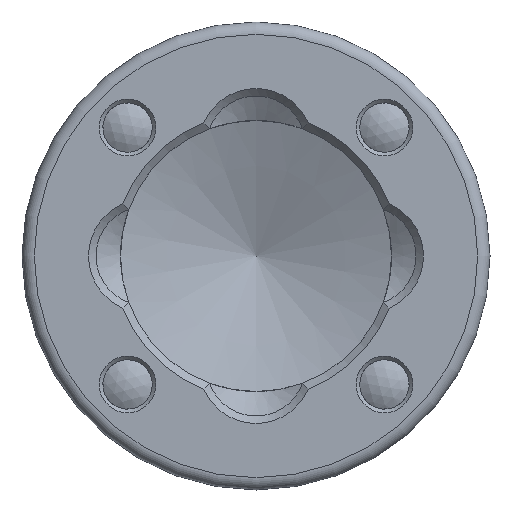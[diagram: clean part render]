
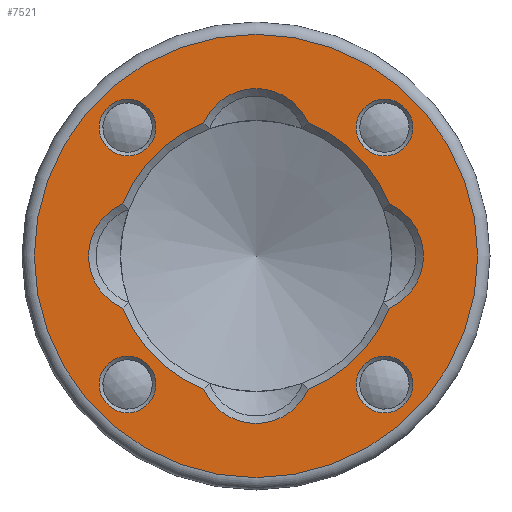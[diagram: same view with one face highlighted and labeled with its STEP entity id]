
A CAD part, front view. The second image highlights one B-rep face of the part: STEP entity #7521.
In plain terms, the highlighted planar face has unit normal (0, -1, 0).
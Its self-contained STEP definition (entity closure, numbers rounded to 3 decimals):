
#83 = DIRECTION ( 'NONE',  ( 0., 0., 1. ) ) ;
#154 = ORIENTED_EDGE ( 'NONE', *, *, #586, .T. ) ;
#212 = ORIENTED_EDGE ( 'NONE', *, *, #13574, .T. ) ;
#305 = AXIS2_PLACEMENT_3D ( 'NONE', #12834, #3874, #12899 ) ;
#402 = FACE_BOUND ( 'NONE', #11338, .T. ) ;
#494 = DIRECTION ( 'NONE',  ( 0., 0., 1. ) ) ;
#531 = EDGE_LOOP ( 'NONE', ( #154 ) ) ;
#586 = EDGE_CURVE ( 'NONE', #12989, #12989, #8576, .T. ) ;
#644 = DIRECTION ( 'NONE',  ( 0., 1., 0. ) ) ;
#657 = ORIENTED_EDGE ( 'NONE', *, *, #6442, .T. ) ;
#851 = DIRECTION ( 'NONE',  ( 0., 0., 1. ) ) ;
#890 = AXIS2_PLACEMENT_3D ( 'NONE', #11444, #8267, #1625 ) ;
#1184 = CARTESIAN_POINT ( 'NONE',  ( -5.215, -20., -6.365 ) ) ;
#1244 = ORIENTED_EDGE ( 'NONE', *, *, #8794, .F. ) ;
#1326 = CARTESIAN_POINT ( 'NONE',  ( 5.215, -20., -6.365 ) ) ;
#1620 = FACE_BOUND ( 'NONE', #6575, .T. ) ;
#1625 = DIRECTION ( 'NONE',  ( 0., 0., 1. ) ) ;
#1671 = DIRECTION ( 'NONE',  ( 0., 0., -1. ) ) ;
#1698 = DIRECTION ( 'NONE',  ( 0., 1., 0. ) ) ;
#1856 = CARTESIAN_POINT ( 'NONE',  ( 0., -20., 0. ) ) ;
#1873 = AXIS2_PLACEMENT_3D ( 'NONE', #5050, #5903, #7134 ) ;
#2559 = VERTEX_POINT ( 'NONE', #4731 ) ;
#2771 = EDGE_CURVE ( 'NONE', #11383, #11383, #11836, .T. ) ;
#2825 = CARTESIAN_POINT ( 'NONE',  ( 5.4, -20., 2.117 ) ) ;
#2977 = ORIENTED_EDGE ( 'NONE', *, *, #3529, .T. ) ;
#3006 = DIRECTION ( 'NONE',  ( 0., 0., -1. ) ) ;
#3010 = CIRCLE ( 'NONE', #4623, 1.15 ) ;
#3248 = CARTESIAN_POINT ( 'NONE',  ( 4.5, -20., 0. ) ) ;
#3412 = CIRCLE ( 'NONE', #6841, 5.8 ) ;
#3529 = EDGE_CURVE ( 'NONE', #4006, #9172, #7730, .T. ) ;
#3677 = FACE_BOUND ( 'NONE', #9718, .T. ) ;
#3738 = EDGE_CURVE ( 'NONE', #7509, #11558, #4069, .T. ) ;
#3874 = DIRECTION ( 'NONE',  ( 0., 1., 0. ) ) ;
#3881 = CARTESIAN_POINT ( 'NONE',  ( -2.117, -20., -5.4 ) ) ;
#3931 = CARTESIAN_POINT ( 'NONE',  ( 5.215, -20., -5.215 ) ) ;
#4006 = VERTEX_POINT ( 'NONE', #11535 ) ;
#4038 = ORIENTED_EDGE ( 'NONE', *, *, #3738, .T. ) ;
#4069 = CIRCLE ( 'NONE', #10263, 5.8 ) ;
#4233 = EDGE_CURVE ( 'NONE', #9172, #4514, #6520, .T. ) ;
#4371 = EDGE_LOOP ( 'NONE', ( #10085 ) ) ;
#4438 = AXIS2_PLACEMENT_3D ( 'NONE', #5028, #7179, #1671 ) ;
#4512 = VERTEX_POINT ( 'NONE', #2825 ) ;
#4514 = VERTEX_POINT ( 'NONE', #3881 ) ;
#4623 = AXIS2_PLACEMENT_3D ( 'NONE', #3931, #9440, #3006 ) ;
#4731 = CARTESIAN_POINT ( 'NONE',  ( -5.4, -20., -2.117 ) ) ;
#4836 = DIRECTION ( 'NONE',  ( 0., 1., 0. ) ) ;
#4845 = DIRECTION ( 'NONE',  ( 0., -1., 0. ) ) ;
#5028 = CARTESIAN_POINT ( 'NONE',  ( -5.215, -20., -5.215 ) ) ;
#5050 = CARTESIAN_POINT ( 'NONE',  ( 0., -20., 0. ) ) ;
#5074 = AXIS2_PLACEMENT_3D ( 'NONE', #11942, #10649, #851 ) ;
#5084 = AXIS2_PLACEMENT_3D ( 'NONE', #3248, #14167, #5685 ) ;
#5253 = DIRECTION ( 'NONE',  ( 0., 0., -1. ) ) ;
#5312 = DIRECTION ( 'NONE',  ( 0., 0., -1. ) ) ;
#5313 = CARTESIAN_POINT ( 'NONE',  ( -5.215, -20., 5.215 ) ) ;
#5685 = DIRECTION ( 'NONE',  ( 0., 0., 1. ) ) ;
#5763 = CARTESIAN_POINT ( 'NONE',  ( -5.4, -20., 2.117 ) ) ;
#5903 = DIRECTION ( 'NONE',  ( 0., 1., 0. ) ) ;
#5918 = CARTESIAN_POINT ( 'NONE',  ( 0., -20., 0. ) ) ;
#5998 = ORIENTED_EDGE ( 'NONE', *, *, #12584, .T. ) ;
#6000 = CARTESIAN_POINT ( 'NONE',  ( 5.215, -20., 4.065 ) ) ;
#6442 = EDGE_CURVE ( 'NONE', #4514, #2559, #3412, .T. ) ;
#6520 = CIRCLE ( 'NONE', #13167, 2.3 ) ;
#6575 = EDGE_LOOP ( 'NONE', ( #11747 ) ) ;
#6599 = CARTESIAN_POINT ( 'NONE',  ( -5.215, -20., 4.065 ) ) ;
#6841 = AXIS2_PLACEMENT_3D ( 'NONE', #5918, #13456, #494 ) ;
#6976 = FACE_BOUND ( 'NONE', #4371, .T. ) ;
#7134 = DIRECTION ( 'NONE',  ( 0., 0., 1. ) ) ;
#7179 = DIRECTION ( 'NONE',  ( 0., -1., 0. ) ) ;
#7385 = CIRCLE ( 'NONE', #305, 2.3 ) ;
#7509 = VERTEX_POINT ( 'NONE', #5763 ) ;
#7521 = ADVANCED_FACE ( 'NONE', ( #13734, #3677, #6976, #402, #1620, #9191 ), #12362, .F. ) ;
#7530 = CARTESIAN_POINT ( 'NONE',  ( 5.215, -20., 5.215 ) ) ;
#7591 = CIRCLE ( 'NONE', #5084, 2.3 ) ;
#7730 = CIRCLE ( 'NONE', #890, 5.8 ) ;
#7756 = VERTEX_POINT ( 'NONE', #6599 ) ;
#8028 = CIRCLE ( 'NONE', #5074, 2.3 ) ;
#8267 = DIRECTION ( 'NONE',  ( 0., 1., 0. ) ) ;
#8347 = DIRECTION ( 'NONE',  ( 0., 0., 1. ) ) ;
#8564 = ORIENTED_EDGE ( 'NONE', *, *, #14162, .T. ) ;
#8576 = CIRCLE ( 'NONE', #10422, 9. ) ;
#8794 = EDGE_CURVE ( 'NONE', #10056, #10056, #13618, .T. ) ;
#8884 = CIRCLE ( 'NONE', #11433, 1.15 ) ;
#9172 = VERTEX_POINT ( 'NONE', #9628 ) ;
#9183 = DIRECTION ( 'NONE',  ( 0., 0., 1. ) ) ;
#9191 = FACE_BOUND ( 'NONE', #13571, .T. ) ;
#9396 = DIRECTION ( 'NONE',  ( 0., 0., 1. ) ) ;
#9440 = DIRECTION ( 'NONE',  ( 0., -1., 0. ) ) ;
#9628 = CARTESIAN_POINT ( 'NONE',  ( 2.117, -20., -5.4 ) ) ;
#9718 = EDGE_LOOP ( 'NONE', ( #8564, #13111, #2977, #11007, #657, #212, #4038, #5998 ) ) ;
#9889 = DIRECTION ( 'NONE',  ( 0., -1., 0. ) ) ;
#10056 = VERTEX_POINT ( 'NONE', #1184 ) ;
#10085 = ORIENTED_EDGE ( 'NONE', *, *, #12847, .F. ) ;
#10263 = AXIS2_PLACEMENT_3D ( 'NONE', #12774, #4836, #9183 ) ;
#10422 = AXIS2_PLACEMENT_3D ( 'NONE', #10818, #9889, #83 ) ;
#10592 = ORIENTED_EDGE ( 'NONE', *, *, #2771, .F. ) ;
#10649 = DIRECTION ( 'NONE',  ( 0., 1., 0. ) ) ;
#10701 = CARTESIAN_POINT ( 'NONE',  ( 0., -20., -4.5 ) ) ;
#10818 = CARTESIAN_POINT ( 'NONE',  ( 0., -20., 0. ) ) ;
#11007 = ORIENTED_EDGE ( 'NONE', *, *, #4233, .T. ) ;
#11061 = EDGE_CURVE ( 'NONE', #7756, #7756, #8884, .T. ) ;
#11338 = EDGE_LOOP ( 'NONE', ( #1244 ) ) ;
#11383 = VERTEX_POINT ( 'NONE', #6000 ) ;
#11387 = CARTESIAN_POINT ( 'NONE',  ( -2.117, -20., 5.4 ) ) ;
#11433 = AXIS2_PLACEMENT_3D ( 'NONE', #5313, #12977, #5253 ) ;
#11444 = CARTESIAN_POINT ( 'NONE',  ( 0., -20., 0. ) ) ;
#11535 = CARTESIAN_POINT ( 'NONE',  ( 5.4, -20., -2.117 ) ) ;
#11558 = VERTEX_POINT ( 'NONE', #11387 ) ;
#11747 = ORIENTED_EDGE ( 'NONE', *, *, #11061, .F. ) ;
#11836 = CIRCLE ( 'NONE', #12299, 1.15 ) ;
#11942 = CARTESIAN_POINT ( 'NONE',  ( 0., -20., 4.5 ) ) ;
#11973 = CIRCLE ( 'NONE', #13115, 5.8 ) ;
#12067 = VERTEX_POINT ( 'NONE', #1326 ) ;
#12299 = AXIS2_PLACEMENT_3D ( 'NONE', #7530, #4845, #5312 ) ;
#12362 = PLANE ( 'NONE',  #1873 ) ;
#12584 = EDGE_CURVE ( 'NONE', #11558, #12883, #8028, .T. ) ;
#12774 = CARTESIAN_POINT ( 'NONE',  ( 0., -20., 0. ) ) ;
#12834 = CARTESIAN_POINT ( 'NONE',  ( -4.5, -20., 0. ) ) ;
#12847 = EDGE_CURVE ( 'NONE', #12067, #12067, #3010, .T. ) ;
#12883 = VERTEX_POINT ( 'NONE', #13786 ) ;
#12899 = DIRECTION ( 'NONE',  ( 0., 0., 1. ) ) ;
#12951 = EDGE_CURVE ( 'NONE', #4512, #4006, #7591, .T. ) ;
#12977 = DIRECTION ( 'NONE',  ( 0., -1., 0. ) ) ;
#12989 = VERTEX_POINT ( 'NONE', #13611 ) ;
#13111 = ORIENTED_EDGE ( 'NONE', *, *, #12951, .T. ) ;
#13115 = AXIS2_PLACEMENT_3D ( 'NONE', #1856, #644, #8347 ) ;
#13167 = AXIS2_PLACEMENT_3D ( 'NONE', #10701, #1698, #9396 ) ;
#13456 = DIRECTION ( 'NONE',  ( 0., 1., 0. ) ) ;
#13571 = EDGE_LOOP ( 'NONE', ( #10592 ) ) ;
#13574 = EDGE_CURVE ( 'NONE', #2559, #7509, #7385, .T. ) ;
#13611 = CARTESIAN_POINT ( 'NONE',  ( 0., -20., 9. ) ) ;
#13618 = CIRCLE ( 'NONE', #4438, 1.15 ) ;
#13734 = FACE_OUTER_BOUND ( 'NONE', #531, .T. ) ;
#13786 = CARTESIAN_POINT ( 'NONE',  ( 2.117, -20., 5.4 ) ) ;
#14162 = EDGE_CURVE ( 'NONE', #12883, #4512, #11973, .T. ) ;
#14167 = DIRECTION ( 'NONE',  ( 0., 1., 0. ) ) ;
